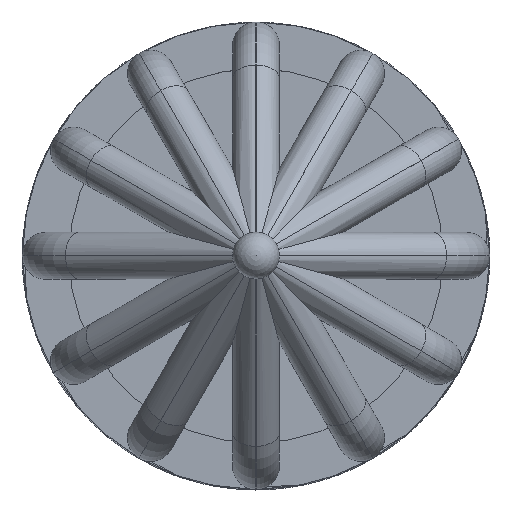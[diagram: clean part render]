
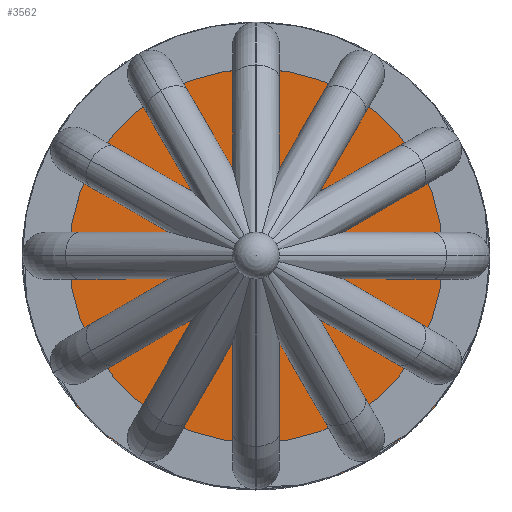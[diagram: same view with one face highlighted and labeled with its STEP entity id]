
A CAD part, top view. The second image highlights one B-rep face of the part: STEP entity #3562.
In plain terms, the highlighted planar face has unit normal (0, 0, -1).
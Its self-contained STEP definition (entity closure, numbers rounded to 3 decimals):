
#562=PLANE('',#3802);
#601=FACE_OUTER_BOUND('',#811,.T.);
#811=EDGE_LOOP('',(#2395));
#1022=CIRCLE('',#3803,15.);
#1406=VERTEX_POINT('',#5758);
#1767=EDGE_CURVE('',#1406,#1406,#1022,.T.);
#2395=ORIENTED_EDGE('',*,*,#1767,.F.);
#3562=ADVANCED_FACE('',(#601),#562,.F.);
#3802=AXIS2_PLACEMENT_3D('',#5757,#4436,#4437);
#3803=AXIS2_PLACEMENT_3D('',#5759,#4438,#4439);
#4436=DIRECTION('center_axis',(0.,0.,1.));
#4437=DIRECTION('ref_axis',(1.,0.,0.));
#4438=DIRECTION('center_axis',(0.,0.,1.));
#4439=DIRECTION('ref_axis',(1.,0.,0.));
#5757=CARTESIAN_POINT('Origin',(0.,0.,0.));
#5758=CARTESIAN_POINT('',(-15.,0.,0.));
#5759=CARTESIAN_POINT('Origin',(0.,0.,0.));
